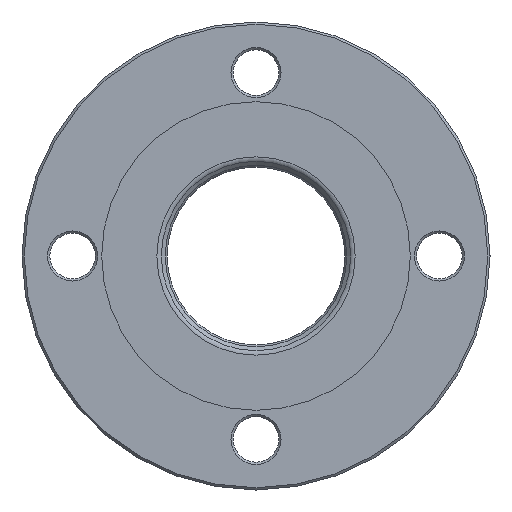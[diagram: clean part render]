
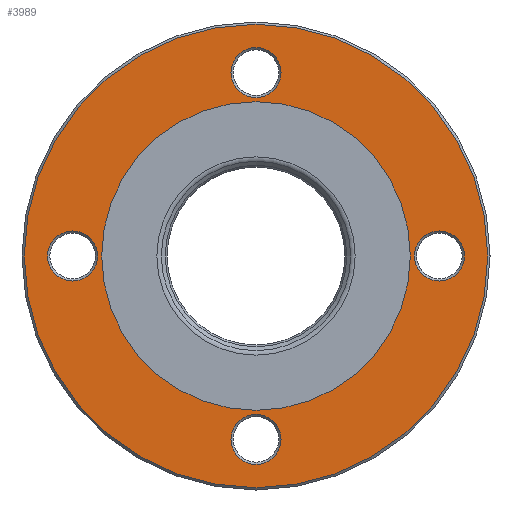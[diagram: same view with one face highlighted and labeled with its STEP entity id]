
A CAD part, left-side view. The second image highlights one B-rep face of the part: STEP entity #3989.
In plain terms, the highlighted planar face has unit normal (-1, 0, 0).
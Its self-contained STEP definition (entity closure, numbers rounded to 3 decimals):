
#75=CARTESIAN_POINT('',(-100.,0.,-61.));
#76=VERTEX_POINT('',#75);
#77=CARTESIAN_POINT('',(-100.,0.,0.));
#78=DIRECTION('',(-1.,0.,0.));
#79=DIRECTION('',(0.,0.,-1.));
#80=AXIS2_PLACEMENT_3D('',#77,#78,#79);
#81=CIRCLE('',#80,61.);
#82=EDGE_CURVE('',#76,#76,#81,.T.);
#3890=CARTESIAN_POINT('',(-100.,0.,-0.));
#3891=DIRECTION('',(1.,0.,0.));
#3892=DIRECTION('',(0.,0.,-1.));
#3893=AXIS2_PLACEMENT_3D('',#3890,#3891,#3892);
#3894=PLANE('',#3893);
#3895=CARTESIAN_POINT('',(-100.,-0.,-91.6));
#3896=VERTEX_POINT('',#3895);
#3897=CARTESIAN_POINT('',(-100.,0.,0.));
#3898=DIRECTION('',(-1.,-0.,-0.));
#3899=DIRECTION('',(0.,0.,-1.));
#3900=AXIS2_PLACEMENT_3D('',#3897,#3898,#3899);
#3901=CIRCLE('',#3900,91.6);
#3902=EDGE_CURVE('',#3896,#3896,#3901,.T.);
#3903=ORIENTED_EDGE('',*,*,#3902,.T.);
#3904=EDGE_LOOP('',(#3903));
#3905=FACE_BOUND('',#3904,.T.);
#3906=CARTESIAN_POINT('',(-100.,-0.,62.6));
#3907=VERTEX_POINT('',#3906);
#3908=CARTESIAN_POINT('',(-100.,-0.,82.4));
#3909=VERTEX_POINT('',#3908);
#3910=CARTESIAN_POINT('',(-100.,-0.,72.5));
#3911=DIRECTION('',(1.,0.,0.));
#3912=DIRECTION('',(0.,0.,-1.));
#3913=AXIS2_PLACEMENT_3D('',#3910,#3911,#3912);
#3914=CIRCLE('',#3913,9.9);
#3915=EDGE_CURVE('',#3907,#3909,#3914,.T.);
#3916=ORIENTED_EDGE('',*,*,#3915,.T.);
#3917=CARTESIAN_POINT('',(-100.,-0.,72.5));
#3918=DIRECTION('',(1.,0.,0.));
#3919=DIRECTION('',(0.,0.,-1.));
#3920=AXIS2_PLACEMENT_3D('',#3917,#3918,#3919);
#3921=CIRCLE('',#3920,9.9);
#3922=EDGE_CURVE('',#3909,#3907,#3921,.T.);
#3923=ORIENTED_EDGE('',*,*,#3922,.T.);
#3924=EDGE_LOOP('',(#3916,#3923));
#3925=FACE_BOUND('',#3924,.T.);
#3926=CARTESIAN_POINT('',(-100.,72.5,-9.9));
#3927=VERTEX_POINT('',#3926);
#3928=CARTESIAN_POINT('',(-100.,72.5,9.9));
#3929=VERTEX_POINT('',#3928);
#3930=CARTESIAN_POINT('',(-100.,72.5,0.));
#3931=DIRECTION('',(1.,0.,0.));
#3932=DIRECTION('',(0.,0.,-1.));
#3933=AXIS2_PLACEMENT_3D('',#3930,#3931,#3932);
#3934=CIRCLE('',#3933,9.9);
#3935=EDGE_CURVE('',#3927,#3929,#3934,.T.);
#3936=ORIENTED_EDGE('',*,*,#3935,.T.);
#3937=CARTESIAN_POINT('',(-100.,72.5,0.));
#3938=DIRECTION('',(1.,0.,0.));
#3939=DIRECTION('',(0.,0.,-1.));
#3940=AXIS2_PLACEMENT_3D('',#3937,#3938,#3939);
#3941=CIRCLE('',#3940,9.9);
#3942=EDGE_CURVE('',#3929,#3927,#3941,.T.);
#3943=ORIENTED_EDGE('',*,*,#3942,.T.);
#3944=EDGE_LOOP('',(#3936,#3943));
#3945=FACE_BOUND('',#3944,.T.);
#3946=CARTESIAN_POINT('',(-100.,-0.,-82.4));
#3947=VERTEX_POINT('',#3946);
#3948=CARTESIAN_POINT('',(-100.,-0.,-62.6));
#3949=VERTEX_POINT('',#3948);
#3950=CARTESIAN_POINT('',(-100.,-0.,-72.5));
#3951=DIRECTION('',(1.,0.,0.));
#3952=DIRECTION('',(0.,0.,-1.));
#3953=AXIS2_PLACEMENT_3D('',#3950,#3951,#3952);
#3954=CIRCLE('',#3953,9.9);
#3955=EDGE_CURVE('',#3947,#3949,#3954,.T.);
#3956=ORIENTED_EDGE('',*,*,#3955,.T.);
#3957=CARTESIAN_POINT('',(-100.,-0.,-72.5));
#3958=DIRECTION('',(1.,0.,0.));
#3959=DIRECTION('',(0.,0.,-1.));
#3960=AXIS2_PLACEMENT_3D('',#3957,#3958,#3959);
#3961=CIRCLE('',#3960,9.9);
#3962=EDGE_CURVE('',#3949,#3947,#3961,.T.);
#3963=ORIENTED_EDGE('',*,*,#3962,.T.);
#3964=EDGE_LOOP('',(#3956,#3963));
#3965=FACE_BOUND('',#3964,.T.);
#3966=CARTESIAN_POINT('',(-100.,-72.5,-9.9));
#3967=VERTEX_POINT('',#3966);
#3968=CARTESIAN_POINT('',(-100.,-72.5,9.9));
#3969=VERTEX_POINT('',#3968);
#3970=CARTESIAN_POINT('',(-100.,-72.5,0.));
#3971=DIRECTION('',(1.,0.,0.));
#3972=DIRECTION('',(0.,0.,-1.));
#3973=AXIS2_PLACEMENT_3D('',#3970,#3971,#3972);
#3974=CIRCLE('',#3973,9.9);
#3975=EDGE_CURVE('',#3967,#3969,#3974,.T.);
#3976=ORIENTED_EDGE('',*,*,#3975,.T.);
#3977=CARTESIAN_POINT('',(-100.,-72.5,0.));
#3978=DIRECTION('',(1.,0.,0.));
#3979=DIRECTION('',(0.,0.,-1.));
#3980=AXIS2_PLACEMENT_3D('',#3977,#3978,#3979);
#3981=CIRCLE('',#3980,9.9);
#3982=EDGE_CURVE('',#3969,#3967,#3981,.T.);
#3983=ORIENTED_EDGE('',*,*,#3982,.T.);
#3984=EDGE_LOOP('',(#3976,#3983));
#3985=FACE_BOUND('',#3984,.T.);
#3986=ORIENTED_EDGE('',*,*,#82,.F.);
#3987=EDGE_LOOP('',(#3986));
#3988=FACE_BOUND('',#3987,.T.);
#3989=ADVANCED_FACE('',(#3905,#3925,#3945,#3965,#3985,#3988),#3894,.F.);
